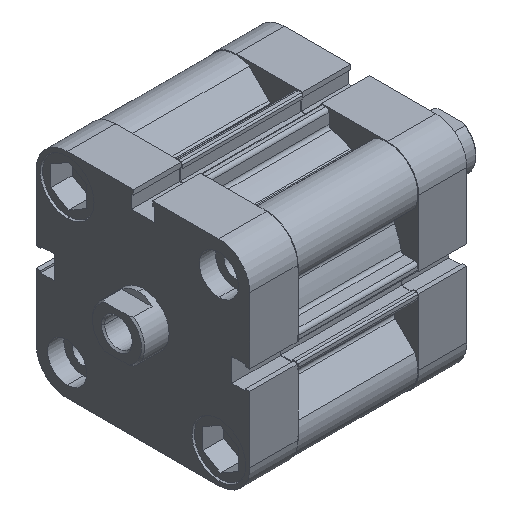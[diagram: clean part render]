
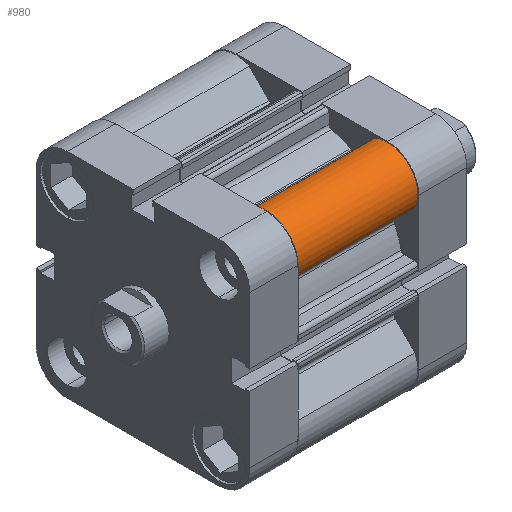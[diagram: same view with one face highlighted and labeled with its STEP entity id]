
A CAD part, isometric view. The second image highlights one B-rep face of the part: STEP entity #980.
In plain terms, the highlighted cylindrical face has radius 9.25 mm (diameter 18.5 mm), a partial arc.
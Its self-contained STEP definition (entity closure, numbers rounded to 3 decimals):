
#460 = EDGE_CURVE ( 'NONE', #1567, #1568, #2805, .T. ) ;
#569 = EDGE_CURVE ( 'NONE', #1484, #1486, #5885, .T. ) ;
#617 = EDGE_CURVE ( 'NONE', #1568, #1486, #5961, .T. ) ;
#624 = EDGE_CURVE ( 'NONE', #1567, #1484, #5975, .T. ) ;
#980 = ADVANCED_FACE ( 'NONE', ( #6500 ), #6497, .T. ) ;
#1484 = VERTEX_POINT ( 'NONE', #4373 ) ;
#1486 = VERTEX_POINT ( 'NONE', #4374 ) ;
#1567 = VERTEX_POINT ( 'NONE', #4446 ) ;
#1568 = VERTEX_POINT ( 'NONE', #4447 ) ;
#2805 = CIRCLE ( 'NONE', #6877, 9.25 ) ;
#3585 = DIRECTION ( 'NONE',  ( 0., 0., -1. ) ) ;
#3588 = DIRECTION ( 'NONE',  ( -1., 0., 0. ) ) ;
#3593 = CARTESIAN_POINT ( 'NONE',  ( 23.25, -23.25, 37. ) ) ;
#4373 = CARTESIAN_POINT ( 'NONE',  ( 19.184, -31.559, 0. ) ) ;
#4374 = CARTESIAN_POINT ( 'NONE',  ( 31.559, -19.184, 0. ) ) ;
#4446 = CARTESIAN_POINT ( 'NONE',  ( 19.184, -31.559, 37. ) ) ;
#4447 = CARTESIAN_POINT ( 'NONE',  ( 31.559, -19.184, 37. ) ) ;
#5324 = CARTESIAN_POINT ( 'NONE',  ( 23.25, -23.25, 37. ) ) ;
#5333 = DIRECTION ( 'NONE',  ( 0., 0., 1. ) ) ;
#5334 = DIRECTION ( 'NONE',  ( -1., 0., 0. ) ) ;
#5593 = CARTESIAN_POINT ( 'NONE',  ( 23.25, -23.25, 0. ) ) ;
#5601 = DIRECTION ( 'NONE',  ( 0., 0., 1. ) ) ;
#5602 = DIRECTION ( 'NONE',  ( -1., 0., 0. ) ) ;
#5717 = CARTESIAN_POINT ( 'NONE',  ( 31.559, -19.184, 37. ) ) ;
#5718 = DIRECTION ( 'NONE',  ( 0., 0., -1. ) ) ;
#5731 = CARTESIAN_POINT ( 'NONE',  ( 19.184, -31.559, 37. ) ) ;
#5732 = DIRECTION ( 'NONE',  ( 0., 0., -1. ) ) ;
#5885 = CIRCLE ( 'NONE', #6926, 9.25 ) ;
#5961 = LINE ( 'NONE', #5717, #5962 ) ;
#5962 = VECTOR ( 'NONE', #5718, 1000. ) ;
#5975 = LINE ( 'NONE', #5731, #5976 ) ;
#5976 = VECTOR ( 'NONE', #5732, 1000. ) ;
#6497 = CYLINDRICAL_SURFACE ( 'NONE', #7077, 9.25 ) ;
#6500 = FACE_OUTER_BOUND ( 'NONE', #7652, .T. ) ;
#6877 = AXIS2_PLACEMENT_3D ( 'NONE', #5324, #5333, #5334 ) ;
#6926 = AXIS2_PLACEMENT_3D ( 'NONE', #5593, #5601, #5602 ) ;
#7077 = AXIS2_PLACEMENT_3D ( 'NONE', #3593, #3585, #3588 ) ;
#7470 = ORIENTED_EDGE ( 'NONE', *, *, #624, .T. ) ;
#7481 = ORIENTED_EDGE ( 'NONE', *, *, #460, .F. ) ;
#7486 = ORIENTED_EDGE ( 'NONE', *, *, #617, .F. ) ;
#7509 = ORIENTED_EDGE ( 'NONE', *, *, #569, .T. ) ;
#7652 = EDGE_LOOP ( 'NONE', ( #7509, #7486, #7481, #7470 ) ) ;
